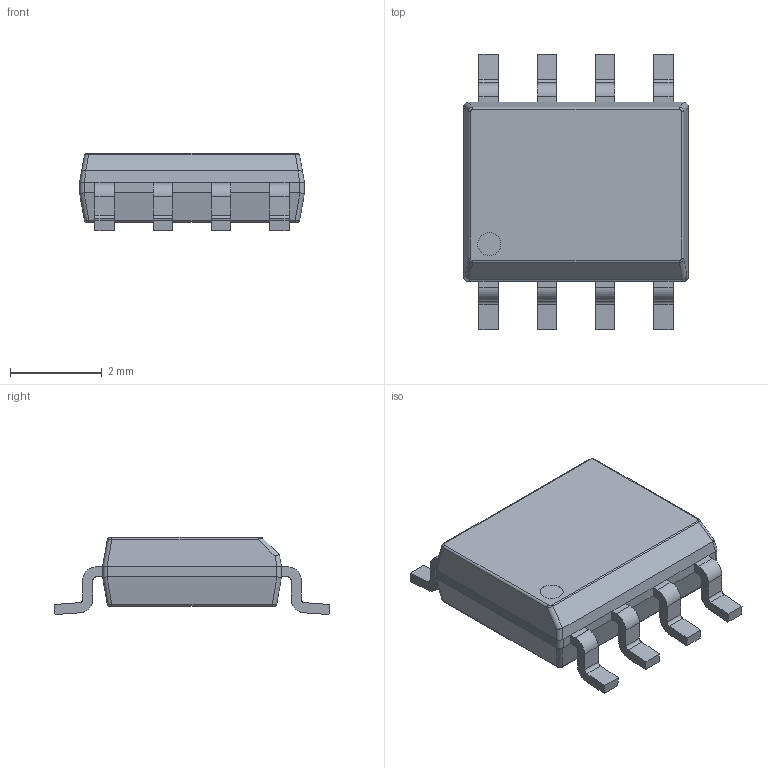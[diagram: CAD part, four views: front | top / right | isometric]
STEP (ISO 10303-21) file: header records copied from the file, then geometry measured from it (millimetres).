
FILE_DESCRIPTION(/* description */ ('Unknown'),/* implementation_level */ '2;1');
FILE_NAME(/* name */ 'DS1314S-2+T&R',/* time_stamp */ '2025-01-21T15:13:36+02:00',/* author */ ('Unknown'),/* organization */ ('Unknown'),/* preprocessor_version */ 'ST-DEVELOPER v19.4',/* originating_system */ 'Solid Edge',/* authorisation */ 'Unknown');
FILE_SCHEMA (('AUTOMOTIVE_DESIGN {1 0 10303 214 3 1 1}'));
Length unit declared in the file: millimetre
Products named in the file (1): DS1314S-2+T&R
Bounding box: 4.9 x 6 x 1.68 mm (x, y, z)
Volume: 28.3 mm3; surface area: 76.1 mm2
Topology: 1 solids, 1 shells, 159 faces, 421 edges, 265 vertices
Faces by surface type: plane 96, cylinder 55, bspline 8
Full cylindrical faces by diameter (mm): 0.5 x1
Entity records: 6065 total; most frequent: CARTESIAN_POINT 931, DIRECTION 849, ORIENTED_EDGE 838, EDGE_CURVE 419, LINE 293, VECTOR 293, AXIS2_PLACEMENT_3D 278, VERTEX_POINT 264
